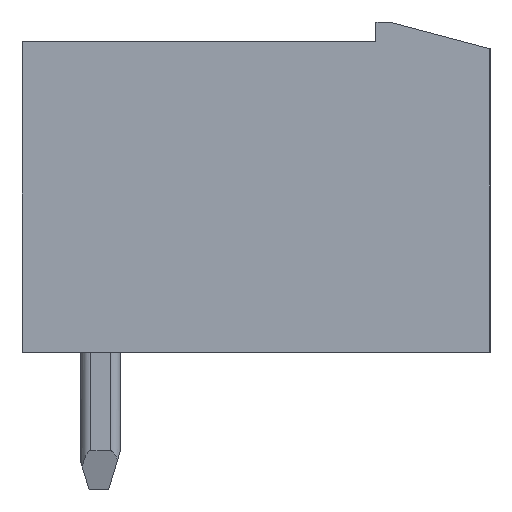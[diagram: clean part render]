
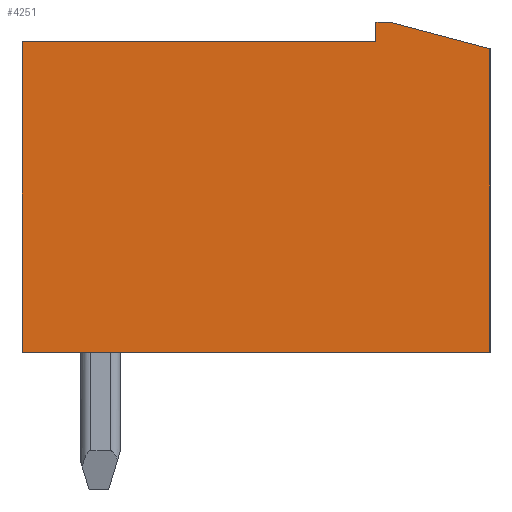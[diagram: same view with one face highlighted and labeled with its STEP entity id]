
A CAD part, left-side view. The second image highlights one B-rep face of the part: STEP entity #4251.
In plain terms, the highlighted planar face has unit normal (-1, 0, 0).
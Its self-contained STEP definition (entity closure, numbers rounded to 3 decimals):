
#380=LINE('',#6354,#797);
#394=LINE('',#6402,#811);
#396=LINE('',#6405,#813);
#399=LINE('',#6411,#816);
#425=LINE('',#6470,#842);
#430=LINE('',#6480,#847);
#432=LINE('',#6483,#849);
#797=VECTOR('',#5050,1000.);
#811=VECTOR('',#5086,1000.);
#813=VECTOR('',#5090,1000.);
#816=VECTOR('',#5095,1000.);
#842=VECTOR('',#5131,1000.);
#847=VECTOR('',#5138,1000.);
#849=VECTOR('',#5142,1000.);
#1209=PLANE('',#4618);
#2395=ORIENTED_EDGE('',*,*,#2708,.T.);
#2396=ORIENTED_EDGE('',*,*,#2682,.T.);
#2397=ORIENTED_EDGE('',*,*,#2741,.T.);
#2398=ORIENTED_EDGE('',*,*,#2746,.T.);
#2399=ORIENTED_EDGE('',*,*,#2748,.T.);
#2400=ORIENTED_EDGE('',*,*,#2711,.T.);
#2401=ORIENTED_EDGE('',*,*,#2706,.T.);
#2682=EDGE_CURVE('',#3240,#3239,#380,.T.);
#2706=EDGE_CURVE('',#3259,#3262,#394,.T.);
#2708=EDGE_CURVE('',#3262,#3240,#396,.T.);
#2711=EDGE_CURVE('',#3263,#3259,#399,.T.);
#2741=EDGE_CURVE('',#3239,#3293,#425,.T.);
#2746=EDGE_CURVE('',#3293,#3296,#430,.T.);
#2748=EDGE_CURVE('',#3296,#3263,#432,.T.);
#3239=VERTEX_POINT('',#6353);
#3240=VERTEX_POINT('',#6355);
#3259=VERTEX_POINT('',#6396);
#3262=VERTEX_POINT('',#6401);
#3263=VERTEX_POINT('',#6408);
#3293=VERTEX_POINT('',#6471);
#3296=VERTEX_POINT('',#6479);
#3760=EDGE_LOOP('',(#2395,#2396,#2397,#2398,#2399,#2400,#2401));
#4008=FACE_BOUND('',#3760,.T.);
#4251=ADVANCED_FACE('',(#4008),#1209,.F.);
#4618=AXIS2_PLACEMENT_3D('',#7400,#5742,#5743);
#5050=DIRECTION('',(0.,-1.,0.));
#5086=DIRECTION('',(0.,1.,0.));
#5090=DIRECTION('',(0.,0.,-1.));
#5095=DIRECTION('',(0.,0.,-1.));
#5131=DIRECTION('',(0.,0.,1.));
#5138=DIRECTION('',(0.,0.966,0.257));
#5142=DIRECTION('',(0.,1.,0.));
#5742=DIRECTION('',(1.,0.,0.));
#5743=DIRECTION('',(0.,0.,1.));
#6353=CARTESIAN_POINT('',(-44.6,-27.679,-12.));
#6354=CARTESIAN_POINT('',(-44.6,-27.679,-12.));
#6355=CARTESIAN_POINT('',(-44.6,-15.779,-12.));
#6396=CARTESIAN_POINT('',(-44.6,-24.779,-4.1));
#6401=CARTESIAN_POINT('',(-44.6,-15.779,-4.1));
#6402=CARTESIAN_POINT('',(-44.6,-24.779,-4.1));
#6405=CARTESIAN_POINT('',(-44.6,-15.779,-4.1));
#6408=CARTESIAN_POINT('',(-44.6,-24.779,-3.6));
#6411=CARTESIAN_POINT('',(-44.6,-24.779,-4.1));
#6470=CARTESIAN_POINT('',(-44.6,-27.679,-4.279));
#6471=CARTESIAN_POINT('',(-44.6,-27.679,-4.279));
#6479=CARTESIAN_POINT('',(-44.6,-25.124,-3.6));
#6480=CARTESIAN_POINT('',(-44.6,-27.679,-4.279));
#6483=CARTESIAN_POINT('',(-44.6,-24.779,-3.6));
#7400=CARTESIAN_POINT('',(-44.6,-24.779,-4.1));
